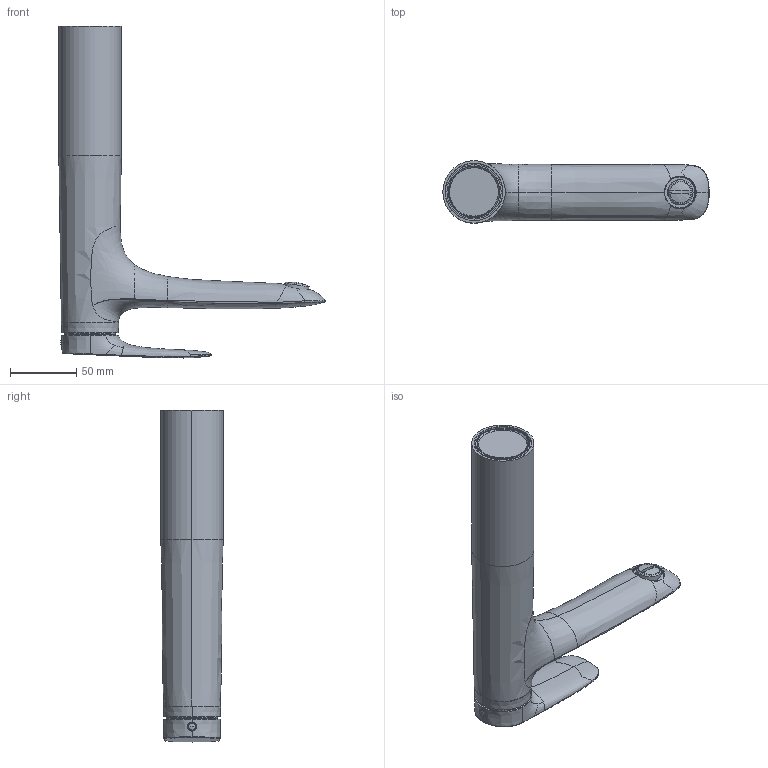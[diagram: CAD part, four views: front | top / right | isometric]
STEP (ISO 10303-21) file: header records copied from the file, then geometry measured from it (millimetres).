
FILE_DESCRIPTION((''),'2;1');
FILE_NAME('1A2015CP_ASM_ASM','2023-06-13T',('Administrator'),(''),'PRO/ENGINEER BY PARAMETRIC TECHNOLOGY CORPORATION, 2010280','PRO/ENGINEER BY PARAMETRIC TECHNOLOGY CORPORATION, 2010280','');
FILE_SCHEMA(('CONFIG_CONTROL_DESIGN'));
Length unit declared in the file: millimetre
Products named in the file (9): 2A2015-11CP_36; 2A4002-32CP_9; 3OR1031NT_5; 2A1016-21CP_16; 3WZ1004NT_4; 3LS1001_2; 3ZS1006_2; 1A2015CP_ASM_5_ASM; 1A2015CP_ASM_ASM
Assembly tree (8 placements, depth 3):
  1A2015CP_ASM_ASM
    1A2015CP_ASM_5_ASM
      2A2015-11CP_36
      2A4002-32CP_9
      3OR1031NT_5
      2A1016-21CP_16
      3WZ1004NT_4
      3LS1001_2
      3ZS1006_2
Bounding box: 200.44 x 47 x 249.88 mm (x, y, z)
Volume: 428996.9 mm3; surface area: 133372.1 mm2
Topology: 7 solids, 10 shells, 431 faces, 1139 edges, 735 vertices
Faces by surface type: plane 143, bspline 138, cylinder 105, cone 33, torus 8, sphere 4
Entity records: 35873 total; most frequent: CARTESIAN_POINT 26422, ORIENTED_EDGE 2266, DIRECTION 1386, EDGE_CURVE 1133, VERTEX_POINT 735, B_SPLINE_CURVE_WITH_KNOTS 575, AXIS2_PLACEMENT_3D 511, EDGE_LOOP 456
